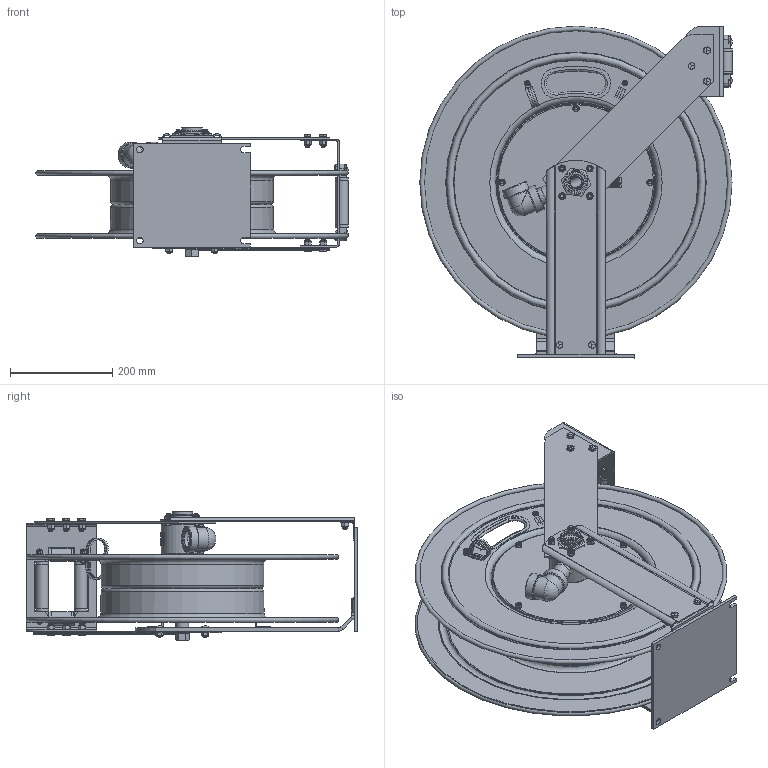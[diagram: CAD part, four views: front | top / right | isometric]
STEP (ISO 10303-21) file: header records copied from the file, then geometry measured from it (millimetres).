
FILE_DESCRIPTION(/* description */ (''),/* implementation_level */ '2;1');
FILE_NAME(/* name */ 'TSH-N-635_SHARED.stp',/* time_stamp */ '2020-02-03T10:53:46-07:00',/* author */ ('NMelton'),/* organization */ (''),/* preprocessor_version */ 'ST-DEVELOPER v17',/* originating_system */ 'Autodesk Inventor 2019',/* authorisation */ '');
FILE_SCHEMA (('AUTOMOTIVE_DESIGN { 1 0 10303 214 3 1 1 }'));
Products named in the file (1): TSH-N-635_SHARED
Bounding box: 609.89 x 647.73 x 251.71 mm (x, y, z)
Surface area: 2265139.9 mm2 (no closed solid volume)
Topology: 0 solids, 238 shells, 3157 faces, 13137 edges, 9780 vertices
Faces by surface type: plane 1650, cylinder 718, bspline 378, cone 268, torus 81, sphere 62
Full cylindrical faces by diameter (mm): 2.54 x1, 3.048 x1, 3.175 x2, 3.962 x2, 4.826 x2, 6.35 x4, 7.925 x4, 7.938 x12, 8.636 x4, 10.414 x1, 11.43 x12, 12.192 x16, 12.7 x2, 15.875 x1, 19.05 x2, 25.362 x1, 25.4 x12, 26.67 x2, 28.448 x1, 28.575 x2, 33.401 x1, 37.287 x1, 38.024 x2, 39.624 x2, 50.8 x2, 82.55 x1, 306.324 x1, 308.747 x1, 311.785 x1, 314.462 x1
Entity records: 143745 total; most frequent: CARTESIAN_POINT 40016, ORIENTED_EDGE 18977, DIRECTION 18867, EDGE_CURVE 13036, VERTEX_POINT 9780, LINE 7149, VECTOR 7149, AXIS2_PLACEMENT_3D 5859
